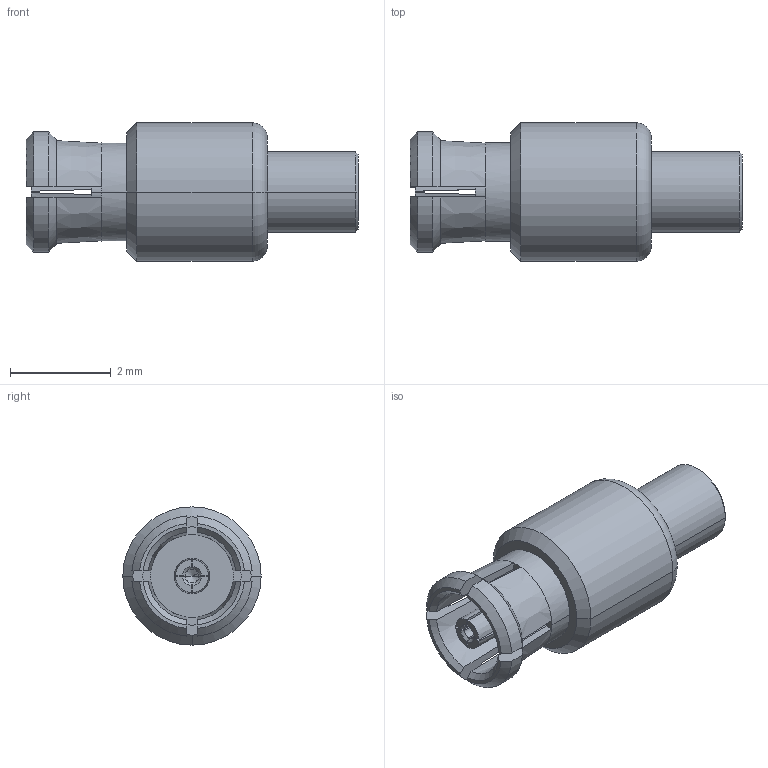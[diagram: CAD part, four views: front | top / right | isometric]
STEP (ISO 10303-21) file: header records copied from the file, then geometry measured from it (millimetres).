
FILE_DESCRIPTION (( 'STEP AP214' ), '1' );
FILE_NAME ('FMCN51269_3D.step', '2024-04-08T16:50:21', ( '' ), ( '' ), 'SwSTEP 2.0', 'SolidWorks 2022', '' );
FILE_SCHEMA (( 'AUTOMOTIVE_DESIGN' ));
Length unit declared in the file: millimetre
Products named in the file (1): FMCN51269_3D
Bounding box: 6.6 x 2.75 x 2.75 mm (x, y, z)
Volume: 20.5 mm3; surface area: 82.8 mm2
Topology: 1 solids, 1 shells, 101 faces, 248 edges, 151 vertices
Faces by surface type: plane 41, cone 40, cylinder 18, torus 2
Entity records: 3170 total; most frequent: CARTESIAN_POINT 803, DIRECTION 498, ORIENTED_EDGE 492, EDGE_CURVE 246, AXIS2_PLACEMENT_3D 214, VERTEX_POINT 151, CIRCLE 112, EDGE_LOOP 105
